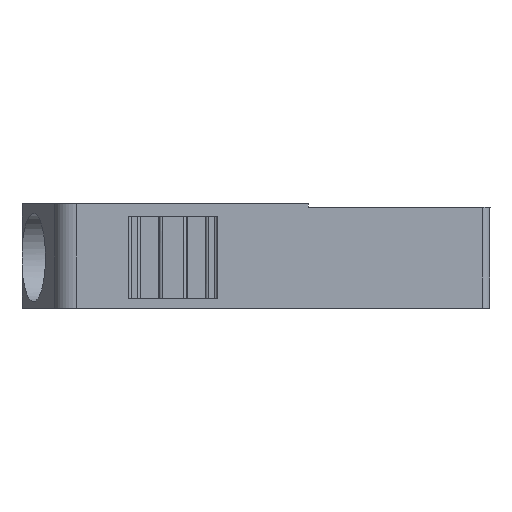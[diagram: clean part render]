
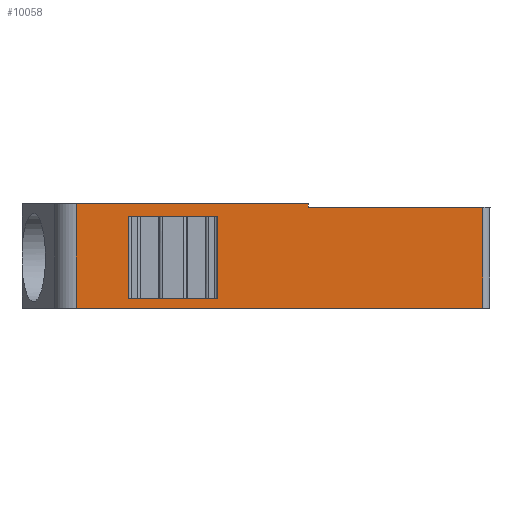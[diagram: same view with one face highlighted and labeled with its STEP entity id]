
A CAD part, left-side view. The second image highlights one B-rep face of the part: STEP entity #10058.
In plain terms, the highlighted planar face has unit normal (-1, 0, 0).
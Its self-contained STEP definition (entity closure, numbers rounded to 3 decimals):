
#30 = ORIENTED_EDGE ( 'NONE', *, *, #10687, .T. ) ;
#42 = ORIENTED_EDGE ( 'NONE', *, *, #10587, .T. ) ;
#43 = ORIENTED_EDGE ( 'NONE', *, *, #10709, .T. ) ;
#44 = ORIENTED_EDGE ( 'NONE', *, *, #10753, .T. ) ;
#48 = ORIENTED_EDGE ( 'NONE', *, *, #10605, .T. ) ;
#54 = ORIENTED_EDGE ( 'NONE', *, *, #10615, .T. ) ;
#658 = VERTEX_POINT ( 'NONE', #12665 ) ;
#667 = VERTEX_POINT ( 'NONE', #12727 ) ;
#670 = VERTEX_POINT ( 'NONE', #12707 ) ;
#682 = VERTEX_POINT ( 'NONE', #12788 ) ;
#724 = VERTEX_POINT ( 'NONE', #5072 ) ;
#758 = VERTEX_POINT ( 'NONE', #5158 ) ;
#784 = VERTEX_POINT ( 'NONE', #5195 ) ;
#875 = VERTEX_POINT ( 'NONE', #5450 ) ;
#2676 = CARTESIAN_POINT ( 'NONE',  ( 452.292, 201.119, 7.05 ) ) ;
#2909 = CARTESIAN_POINT ( 'NONE',  ( 452.292, 201.119, 6.8 ) ) ;
#3046 = VERTEX_POINT ( 'NONE', #2676 ) ;
#3325 = VERTEX_POINT ( 'NONE', #2909 ) ;
#3484 = LINE ( 'NONE', #3492, #4621 ) ;
#3487 = DIRECTION ( 'NONE',  ( 0., 0., -1. ) ) ;
#3492 = CARTESIAN_POINT ( 'NONE',  ( 452.292, 201.119, -54.655 ) ) ;
#4434 = VECTOR ( 'NONE', #16219, 1000. ) ;
#4495 = VECTOR ( 'NONE', #16180, 1000. ) ;
#4497 = VECTOR ( 'NONE', #16123, 1000. ) ;
#4621 = VECTOR ( 'NONE', #3487, 1000. ) ;
#4887 = VECTOR ( 'NONE', #15600, 1000. ) ;
#4927 = VECTOR ( 'NONE', #15528, 1000. ) ;
#4931 = VECTOR ( 'NONE', #15764, 1000. ) ;
#4948 = VECTOR ( 'NONE', #15904, 1000. ) ;
#4993 = VECTOR ( 'NONE', #15859, 1000. ) ;
#5000 = VECTOR ( 'NONE', #15830, 1000. ) ;
#5072 = CARTESIAN_POINT ( 'NONE',  ( 452.292, 207.314, 0.6 ) ) ;
#5158 = CARTESIAN_POINT ( 'NONE',  ( 452.292, 216.885, 7.05 ) ) ;
#5195 = CARTESIAN_POINT ( 'NONE',  ( 452.292, 216.885, -0.05 ) ) ;
#5450 = CARTESIAN_POINT ( 'NONE',  ( 452.292, 189.269, 6.8 ) ) ;
#6753 = PLANE ( 'NONE',  #16646 ) ;
#6762 = FACE_OUTER_BOUND ( 'NONE', #12963, .T. ) ;
#6775 = CARTESIAN_POINT ( 'NONE',  ( 452.292, 207.333, -54.655 ) ) ;
#6779 = DIRECTION ( 'NONE',  ( 0., 0., 1. ) ) ;
#6782 = DIRECTION ( 'NONE',  ( -1., 0., 0. ) ) ;
#6801 = FACE_BOUND ( 'NONE', #12987, .T. ) ;
#10058 = ADVANCED_FACE ( 'NONE', ( #6801, #6762 ), #6753, .T. ) ;
#10562 = EDGE_CURVE ( 'NONE', #670, #724, #15503, .T. ) ;
#10568 = EDGE_CURVE ( 'NONE', #682, #667, #15567, .T. ) ;
#10587 = EDGE_CURVE ( 'NONE', #667, #670, #15686, .T. ) ;
#10602 = EDGE_CURVE ( 'NONE', #3046, #758, #15863, .T. ) ;
#10605 = EDGE_CURVE ( 'NONE', #658, #875, #15845, .T. ) ;
#10615 = EDGE_CURVE ( 'NONE', #724, #682, #15794, .T. ) ;
#10687 = EDGE_CURVE ( 'NONE', #784, #658, #16176, .T. ) ;
#10709 = EDGE_CURVE ( 'NONE', #875, #3325, #16172, .T. ) ;
#10753 = EDGE_CURVE ( 'NONE', #758, #784, #16210, .T. ) ;
#11033 = EDGE_CURVE ( 'NONE', #3046, #3325, #3484, .T. ) ;
#12665 = CARTESIAN_POINT ( 'NONE',  ( 452.292, 189.269, -0.05 ) ) ;
#12707 = CARTESIAN_POINT ( 'NONE',  ( 452.292, 207.314, 6.2 ) ) ;
#12727 = CARTESIAN_POINT ( 'NONE',  ( 452.292, 213.302, 6.2 ) ) ;
#12788 = CARTESIAN_POINT ( 'NONE',  ( 452.292, 213.302, 0.6 ) ) ;
#12963 = EDGE_LOOP ( 'NONE', ( #13287, #44, #30, #48, #43, #13316 ) ) ;
#12987 = EDGE_LOOP ( 'NONE', ( #42, #13310, #54, #13288 ) ) ;
#13287 = ORIENTED_EDGE ( 'NONE', *, *, #10602, .T. ) ;
#13288 = ORIENTED_EDGE ( 'NONE', *, *, #10568, .T. ) ;
#13310 = ORIENTED_EDGE ( 'NONE', *, *, #10562, .T. ) ;
#13316 = ORIENTED_EDGE ( 'NONE', *, *, #11033, .F. ) ;
#15503 = LINE ( 'NONE', #15550, #4927 ) ;
#15528 = DIRECTION ( 'NONE',  ( 0., 0., -1. ) ) ;
#15550 = CARTESIAN_POINT ( 'NONE',  ( 452.292, 207.314, -54.655 ) ) ;
#15554 = CARTESIAN_POINT ( 'NONE',  ( 452.292, 213.302, -54.655 ) ) ;
#15567 = LINE ( 'NONE', #15554, #4887 ) ;
#15600 = DIRECTION ( 'NONE',  ( 0., 0., 1. ) ) ;
#15686 = LINE ( 'NONE', #15730, #4931 ) ;
#15730 = CARTESIAN_POINT ( 'NONE',  ( 452.292, 207.333, 6.2 ) ) ;
#15764 = DIRECTION ( 'NONE',  ( 0., -1., 0. ) ) ;
#15794 = LINE ( 'NONE', #15974, #4948 ) ;
#15795 = CARTESIAN_POINT ( 'NONE',  ( 452.292, 207.333, 7.05 ) ) ;
#15820 = CARTESIAN_POINT ( 'NONE',  ( 452.292, 189.269, -54.655 ) ) ;
#15830 = DIRECTION ( 'NONE',  ( 0., 0., 1. ) ) ;
#15845 = LINE ( 'NONE', #15820, #5000 ) ;
#15859 = DIRECTION ( 'NONE',  ( 0., 1., 0. ) ) ;
#15863 = LINE ( 'NONE', #15795, #4993 ) ;
#15904 = DIRECTION ( 'NONE',  ( 0., 1., 0. ) ) ;
#15974 = CARTESIAN_POINT ( 'NONE',  ( 452.292, 207.333, 0.6 ) ) ;
#16110 = CARTESIAN_POINT ( 'NONE',  ( 452.292, 207.333, 6.8 ) ) ;
#16123 = DIRECTION ( 'NONE',  ( 0., 1., 0. ) ) ;
#16172 = LINE ( 'NONE', #16110, #4497 ) ;
#16176 = LINE ( 'NONE', #16178, #4495 ) ;
#16178 = CARTESIAN_POINT ( 'NONE',  ( 452.292, 204.062, -0.05 ) ) ;
#16180 = DIRECTION ( 'NONE',  ( 0., -1., 0. ) ) ;
#16210 = LINE ( 'NONE', #16212, #4434 ) ;
#16212 = CARTESIAN_POINT ( 'NONE',  ( 452.292, 216.885, -54.655 ) ) ;
#16219 = DIRECTION ( 'NONE',  ( 0., 0., -1. ) ) ;
#16646 = AXIS2_PLACEMENT_3D ( 'NONE', #6775, #6782, #6779 ) ;
